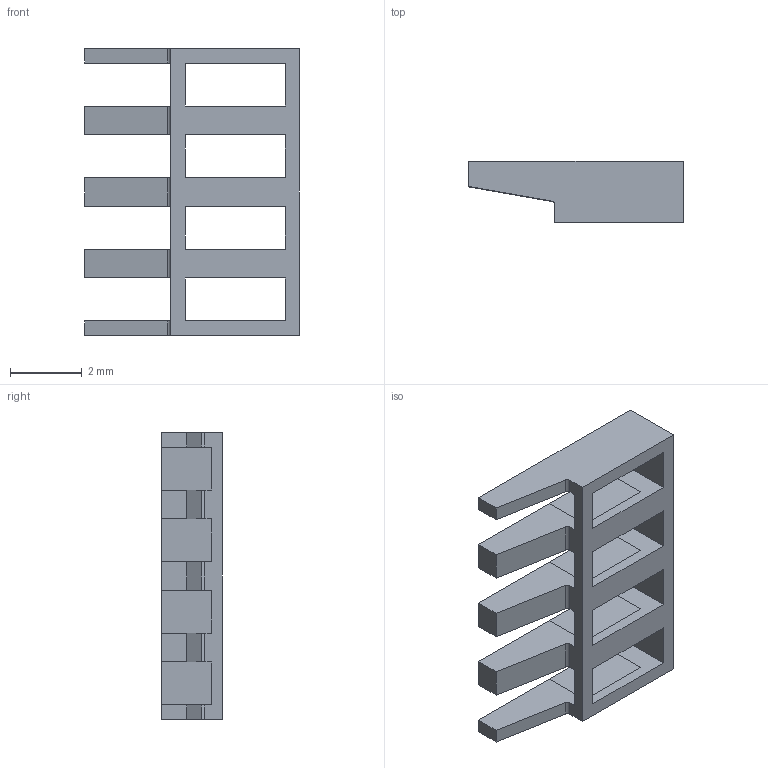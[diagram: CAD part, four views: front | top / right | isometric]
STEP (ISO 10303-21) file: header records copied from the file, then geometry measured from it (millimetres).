
FILE_DESCRIPTION(('FreeCAD Model'),'2;1');
FILE_NAME('Open CASCADE Shape Model','2024-01-02T11:44:38',('FreeCAD'),( 'FreeCAD'),'Open CASCADE STEP processor 7.6','FreeCAD','Unknown');
FILE_SCHEMA(('AUTOMOTIVE_DESIGN { 1 0 10303 214 1 1 1 1 }'));
Length unit declared in the file: millimetre
Products named in the file (1): Open CASCADE STEP translator 7.6 1
Bounding box: 6 x 1.7 x 8 mm (x, y, z)
Volume: 30.4 mm3; surface area: 151.6 mm2
Topology: 1 solids, 1 shells, 57 faces, 169 edges, 110 vertices
Faces by surface type: plane 52, cylinder 5
Entity records: 1895 total; most frequent: ORIENTED_EDGE 338, CARTESIAN_POINT 337, DIRECTION 295, EDGE_CURVE 169, LINE 159, VECTOR 159, VERTEX_POINT 110, AXIS2_PLACEMENT_3D 68
